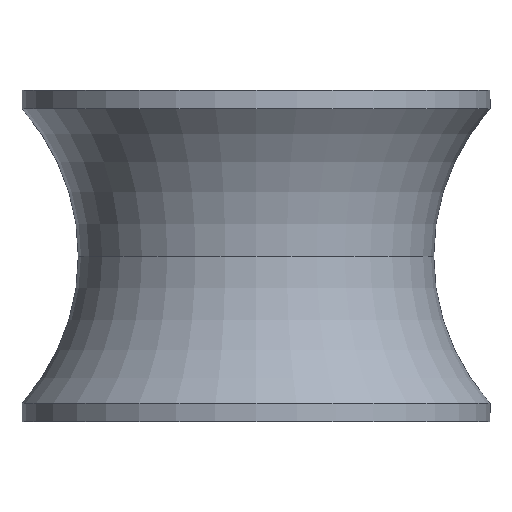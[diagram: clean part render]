
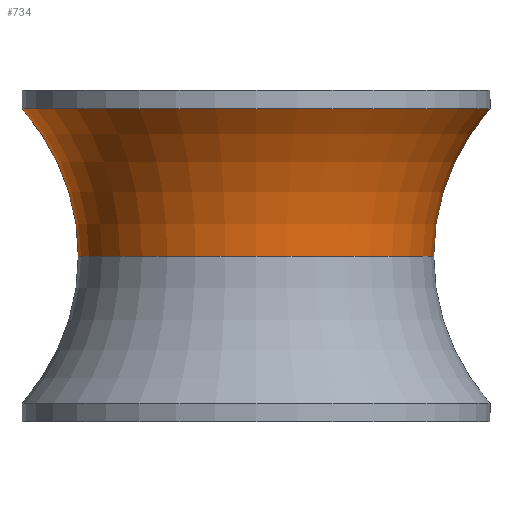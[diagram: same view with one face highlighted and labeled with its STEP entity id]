
A CAD part, front view. The second image highlights one B-rep face of the part: STEP entity #734.
In plain terms, the highlighted toroidal (fillet/blend) face has major radius 18.05 mm and minor radius 10 mm.
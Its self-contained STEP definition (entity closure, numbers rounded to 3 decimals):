
#17 = CARTESIAN_POINT ( 'NONE',  ( -8.05, 0., -7.5 ) ) ;
#37 = EDGE_CURVE ( 'NONE', #320, #332, #1022, .T. ) ;
#77 = DIRECTION ( 'NONE',  ( 0., -1., 0. ) ) ;
#118 = DIRECTION ( 'NONE',  ( -1., 0., 0. ) ) ;
#127 = ORIENTED_EDGE ( 'NONE', *, *, #37, .T. ) ;
#140 = AXIS2_PLACEMENT_3D ( 'NONE', #340, #348, #118 ) ;
#246 = DIRECTION ( 'NONE',  ( 1., 0., 0. ) ) ;
#283 = CIRCLE ( 'NONE', #741, 10. ) ;
#320 = VERTEX_POINT ( 'NONE', #17 ) ;
#332 = VERTEX_POINT ( 'NONE', #853 ) ;
#339 = DIRECTION ( 'NONE',  ( 1., 0., 0. ) ) ;
#340 = CARTESIAN_POINT ( 'NONE',  ( -18.05, 0., -7.5 ) ) ;
#348 = DIRECTION ( 'NONE',  ( 0., 1., 0. ) ) ;
#418 = CIRCLE ( 'NONE', #1299, 10.6 ) ;
#433 = CARTESIAN_POINT ( 'NONE',  ( 0., 0., -7.5 ) ) ;
#444 = ORIENTED_EDGE ( 'NONE', *, *, #464, .T. ) ;
#462 = FACE_OUTER_BOUND ( 'NONE', #1307, .T. ) ;
#464 = EDGE_CURVE ( 'NONE', #1375, #320, #555, .T. ) ;
#485 = TOROIDAL_SURFACE ( 'NONE', #966, 18.05, 10. ) ;
#529 = DIRECTION ( 'NONE',  ( 1., 0., 0. ) ) ;
#555 = CIRCLE ( 'NONE', #140, 10. ) ;
#571 = ORIENTED_EDGE ( 'NONE', *, *, #673, .F. ) ;
#582 = EDGE_CURVE ( 'NONE', #1375, #1060, #418, .T. ) ;
#664 = DIRECTION ( 'NONE',  ( 0., 0., 1. ) ) ;
#673 = EDGE_CURVE ( 'NONE', #1060, #332, #283, .T. ) ;
#734 = ADVANCED_FACE ( 'NONE', ( #462 ), #485, .F. ) ;
#741 = AXIS2_PLACEMENT_3D ( 'NONE', #1155, #77, #1023 ) ;
#853 = CARTESIAN_POINT ( 'NONE',  ( 8.05, 0., -7.5 ) ) ;
#895 = CARTESIAN_POINT ( 'NONE',  ( -10.6, 0., -0.829 ) ) ;
#944 = DIRECTION ( 'NONE',  ( 0., 0., 1. ) ) ;
#966 = AXIS2_PLACEMENT_3D ( 'NONE', #1441, #944, #339 ) ;
#1022 = CIRCLE ( 'NONE', #1446, 8.05 ) ;
#1023 = DIRECTION ( 'NONE',  ( 0., 0., -1. ) ) ;
#1060 = VERTEX_POINT ( 'NONE', #1474 ) ;
#1103 = CARTESIAN_POINT ( 'NONE',  ( 0., 0., -0.829 ) ) ;
#1124 = ORIENTED_EDGE ( 'NONE', *, *, #582, .F. ) ;
#1155 = CARTESIAN_POINT ( 'NONE',  ( 18.05, 0., -7.5 ) ) ;
#1238 = DIRECTION ( 'NONE',  ( 0., 0., 1. ) ) ;
#1299 = AXIS2_PLACEMENT_3D ( 'NONE', #1103, #1238, #529 ) ;
#1307 = EDGE_LOOP ( 'NONE', ( #444, #127, #571, #1124 ) ) ;
#1375 = VERTEX_POINT ( 'NONE', #895 ) ;
#1441 = CARTESIAN_POINT ( 'NONE',  ( 0., 0., -7.5 ) ) ;
#1446 = AXIS2_PLACEMENT_3D ( 'NONE', #433, #664, #246 ) ;
#1474 = CARTESIAN_POINT ( 'NONE',  ( 10.6, 0., -0.829 ) ) ;
